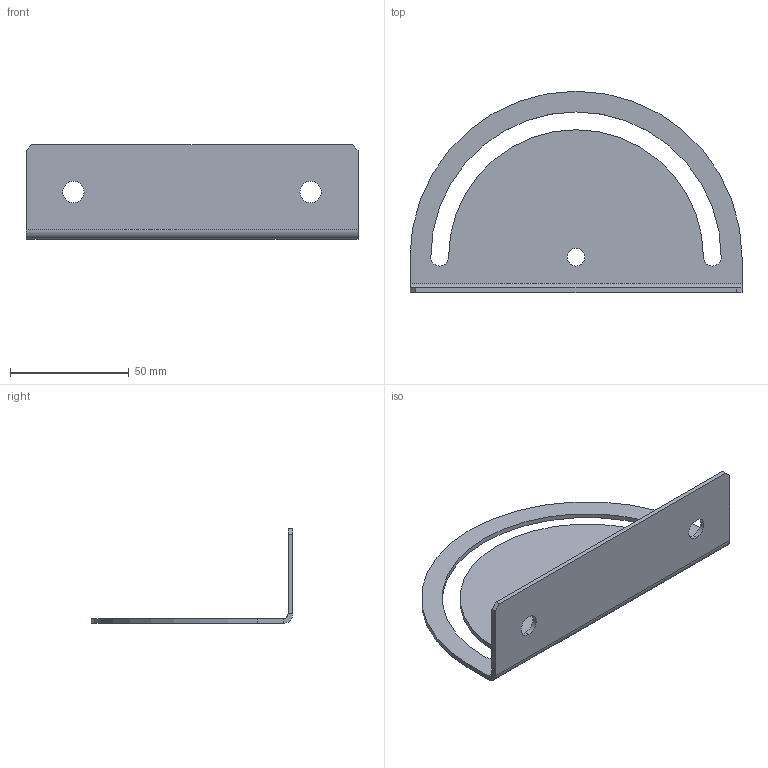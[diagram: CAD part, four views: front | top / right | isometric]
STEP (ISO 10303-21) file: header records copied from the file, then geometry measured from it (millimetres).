
FILE_DESCRIPTION (( 'STEP AP214' ), '1' );
FILE_NAME ('Ðåãóëÿòîð íàêëîííîé ïîëêè ê 40-ìó ïðîôèëþ (öèíê).STEP', '2022-03-15T13:06:29', ( 'user' ), ( '' ), 'SwSTEP 2.0', 'SolidWorks 2021', '' );
FILE_SCHEMA (( 'AUTOMOTIVE_DESIGN' ));
Length unit declared in the file: millimetre
Products named in the file (1): Ðåãóëÿòîð íàêëîííîé ïîëêè ê 40-ìó ïðîôèëþ (öèíê)
Bounding box: 140 x 85 x 40 mm (x, y, z)
Volume: 26720 mm3; surface area: 28570.7 mm2
Topology: 1 solids, 1 shells, 26 faces, 64 edges, 40 vertices
Faces by surface type: cylinder 13, plane 13
Entity records: 820 total; most frequent: DIRECTION 144, CARTESIAN_POINT 131, ORIENTED_EDGE 128, EDGE_CURVE 64, AXIS2_PLACEMENT_3D 53, VERTEX_POINT 40, VECTOR 38, LINE 38
